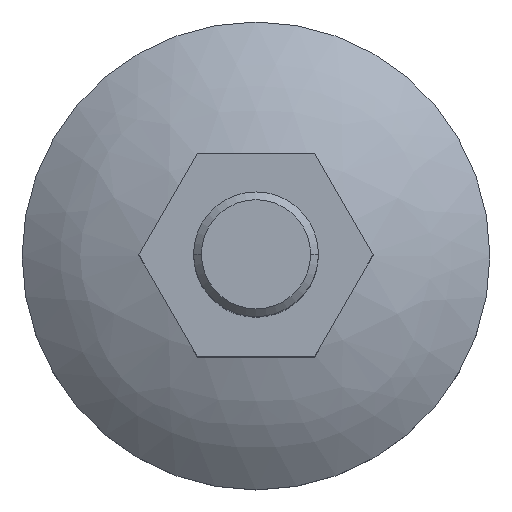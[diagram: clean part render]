
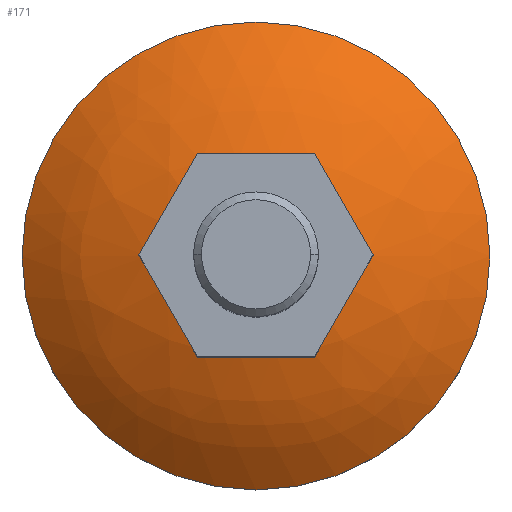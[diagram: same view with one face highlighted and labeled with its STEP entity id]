
A CAD part, top view. The second image highlights one B-rep face of the part: STEP entity #171.
In plain terms, the highlighted free-form (B-spline) face has degree [3, 3] with [4, 4] control points.
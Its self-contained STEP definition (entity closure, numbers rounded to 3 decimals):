
#6 = VERTEX_POINT ( 'NONE', #115 ) ;
#11 = CARTESIAN_POINT ( 'NONE',  ( -3.464, -6., 8.306 ) ) ;
#22 = CARTESIAN_POINT ( 'NONE',  ( -5.196, 3., 8.655 ) ) ;
#28 = CARTESIAN_POINT ( 'NONE',  ( 4.041, -5., 8.482 ) ) ;
#29 = B_SPLINE_CURVE_WITH_KNOTS ( 'NONE', 3,
 ( #11, #124, #346, #132, #663 ),
 .UNSPECIFIED., .F., .F.,
 ( 4, 1, 4 ),
 ( 0., 0.003, 0.007 ),
 .UNSPECIFIED. ) ;
#54 = CARTESIAN_POINT ( 'NONE',  ( 6.928, 0., 8.306 ) ) ;
#81 = ORIENTED_EDGE ( 'NONE', *, *, #804, .T. ) ;
#111 = EDGE_LOOP ( 'NONE', ( #727, #81, #743, #782, #436, #893 ) ) ;
#115 = CARTESIAN_POINT ( 'NONE',  ( -3.464, -6., 8.306 ) ) ;
#119 = AXIS2_PLACEMENT_3D ( 'NONE', #1174, #521, #507 ) ;
#124 = CARTESIAN_POINT ( 'NONE',  ( -4.041, -5., 8.482 ) ) ;
#132 = CARTESIAN_POINT ( 'NONE',  ( -6.351, -1., 8.482 ) ) ;
#149 = CARTESIAN_POINT ( 'NONE',  ( 15.151, -4.606, 5.542 ) ) ;
#161 = CARTESIAN_POINT ( 'NONE',  ( -5.965, -16.557, 5.504 ) ) ;
#171 = ADVANCED_FACE ( 'NONE', ( #450, #1137 ), #691, .T. ) ;
#194 = CIRCLE ( 'NONE', #119, 15. ) ;
#205 = VERTEX_POINT ( 'NONE', #1139 ) ;
#225 = B_SPLINE_CURVE_WITH_KNOTS ( 'NONE', 3,
 ( #1359, #939, #1368, #1148, #54 ),
 .UNSPECIFIED., .F., .F.,
 ( 4, 1, 4 ),
 ( 0., 0.003, 0.007 ),
 .UNSPECIFIED. ) ;
#250 = ORIENTED_EDGE ( 'NONE', *, *, #643, .T. ) ;
#259 = CARTESIAN_POINT ( 'NONE',  ( -15.151, -11.688, -0.35 ) ) ;
#268 = CARTESIAN_POINT ( 'NONE',  ( -6.928, 0., 8.306 ) ) ;
#269 = VERTEX_POINT ( 'NONE', #627 ) ;
#313 = CARTESIAN_POINT ( 'NONE',  ( 3.464, 6., 8.306 ) ) ;
#346 = CARTESIAN_POINT ( 'NONE',  ( -5.196, -3., 8.655 ) ) ;
#353 = CARTESIAN_POINT ( 'NONE',  ( -6.351, 1., 8.482 ) ) ;
#356 = CARTESIAN_POINT ( 'NONE',  ( -4.041, 5., 8.482 ) ) ;
#366 = CARTESIAN_POINT ( 'NONE',  ( 5.965, -16.557, 5.504 ) ) ;
#388 = CARTESIAN_POINT ( 'NONE',  ( -5.965, 6.525, 13.85 ) ) ;
#406 = CARTESIAN_POINT ( 'NONE',  ( -3.464, 6., 8.306 ) ) ;
#436 = ORIENTED_EDGE ( 'NONE', *, *, #1025, .T. ) ;
#444 = B_SPLINE_CURVE_WITH_KNOTS ( 'NONE', 3,
 ( #268, #353, #22, #356, #907 ),
 .UNSPECIFIED., .F., .F.,
 ( 4, 1, 4 ),
 ( 0., 0.003, 0.007 ),
 .UNSPECIFIED. ) ;
#450 = FACE_OUTER_BOUND ( 'NONE', #1338, .T. ) ;
#460 = B_SPLINE_CURVE_WITH_KNOTS ( 'NONE', 3,
 ( #968, #1278, #841, #734, #313 ),
 .UNSPECIFIED., .F., .F.,
 ( 4, 1, 4 ),
 ( 0., 0.003, 0.007 ),
 .UNSPECIFIED. ) ;
#471 = CARTESIAN_POINT ( 'NONE',  ( 6.351, -1., 8.482 ) ) ;
#483 = CARTESIAN_POINT ( 'NONE',  ( 15.151, -11.688, -0.35 ) ) ;
#489 = CARTESIAN_POINT ( 'NONE',  ( 15.151, 4.606, 5.542 ) ) ;
#497 = CARTESIAN_POINT ( 'NONE',  ( 15.151, 11.688, -0.35 ) ) ;
#507 = DIRECTION ( 'NONE',  ( -1., 0., 0. ) ) ;
#521 = DIRECTION ( 'NONE',  ( 0., 0., 1. ) ) ;
#544 = ORIENTED_EDGE ( 'NONE', *, *, #700, .T. ) ;
#565 = B_SPLINE_CURVE_WITH_KNOTS ( 'NONE', 3,
 ( #1243, #1228, #579, #1040, #819 ),
 .UNSPECIFIED., .F., .F.,
 ( 4, 1, 4 ),
 ( 0., 0.003, 0.007 ),
 .UNSPECIFIED. ) ;
#572 = CARTESIAN_POINT ( 'NONE',  ( 5.196, -3., 8.655 ) ) ;
#579 = CARTESIAN_POINT ( 'NONE',  ( 0., -6., 8.655 ) ) ;
#609 = CARTESIAN_POINT ( 'NONE',  ( -15.151, 11.688, -0.35 ) ) ;
#611 = VERTEX_POINT ( 'NONE', #1056 ) ;
#614 = VERTEX_POINT ( 'NONE', #1167 ) ;
#627 = CARTESIAN_POINT ( 'NONE',  ( 6.928, 0., 8.306 ) ) ;
#643 = EDGE_CURVE ( 'NONE', #614, #658, #194, .T. ) ;
#658 = VERTEX_POINT ( 'NONE', #1276 ) ;
#663 = CARTESIAN_POINT ( 'NONE',  ( -6.928, 0., 8.306 ) ) ;
#691 =( BOUNDED_SURFACE ( )  B_SPLINE_SURFACE ( 3, 3, ( 
 ( #497, #489, #149, #483 ),
 ( #1026, #1249, #1024, #366 ),
 ( #699, #388, #1246, #161 ),
 ( #609, #925, #1350, #259 ) ),
 .UNSPECIFIED., .F., .F., .F. ) 
 B_SPLINE_SURFACE_WITH_KNOTS ( ( 4, 4 ),
 ( 4, 4 ),
 ( 0., 1. ),
 ( 0., 1. ),
 .UNSPECIFIED. ) 
 GEOMETRIC_REPRESENTATION_ITEM ( )  RATIONAL_B_SPLINE_SURFACE ( (
 ( 1., 0.846, 0.846, 1.),
 ( 0.847, 0.716, 0.716, 0.847),
 ( 0.847, 0.716, 0.716, 0.847),
 ( 1., 0.846, 0.846, 1.) ) ) 
 REPRESENTATION_ITEM ( '' )  SURFACE ( )  );
#699 = CARTESIAN_POINT ( 'NONE',  ( -5.965, 16.557, 5.504 ) ) ;
#700 = EDGE_CURVE ( 'NONE', #658, #614, #945, .T. ) ;
#727 = ORIENTED_EDGE ( 'NONE', *, *, #997, .T. ) ;
#734 = CARTESIAN_POINT ( 'NONE',  ( 2.309, 6., 8.482 ) ) ;
#743 = ORIENTED_EDGE ( 'NONE', *, *, #924, .T. ) ;
#754 = CARTESIAN_POINT ( 'NONE',  ( 0., 0., 4. ) ) ;
#782 = ORIENTED_EDGE ( 'NONE', *, *, #1147, .T. ) ;
#793 = CARTESIAN_POINT ( 'NONE',  ( 3.464, -6., 8.306 ) ) ;
#804 = EDGE_CURVE ( 'NONE', #6, #205, #29, .T. ) ;
#819 = CARTESIAN_POINT ( 'NONE',  ( -3.464, -6., 8.306 ) ) ;
#841 = CARTESIAN_POINT ( 'NONE',  ( 0., 6., 8.655 ) ) ;
#893 = ORIENTED_EDGE ( 'NONE', *, *, #988, .T. ) ;
#903 = CARTESIAN_POINT ( 'NONE',  ( 6.928, 0., 8.306 ) ) ;
#907 = CARTESIAN_POINT ( 'NONE',  ( -3.464, 6., 8.306 ) ) ;
#924 = EDGE_CURVE ( 'NONE', #205, #1173, #444, .T. ) ;
#925 = CARTESIAN_POINT ( 'NONE',  ( -15.151, 4.606, 5.542 ) ) ;
#939 = CARTESIAN_POINT ( 'NONE',  ( 4.041, 5., 8.482 ) ) ;
#945 = CIRCLE ( 'NONE', #1247, 15. ) ;
#968 = CARTESIAN_POINT ( 'NONE',  ( -3.464, 6., 8.306 ) ) ;
#988 = EDGE_CURVE ( 'NONE', #269, #611, #1210, .T. ) ;
#997 = EDGE_CURVE ( 'NONE', #611, #6, #565, .T. ) ;
#1024 = CARTESIAN_POINT ( 'NONE',  ( 5.965, -6.525, 13.85 ) ) ;
#1025 = EDGE_CURVE ( 'NONE', #1256, #269, #225, .T. ) ;
#1026 = CARTESIAN_POINT ( 'NONE',  ( 5.965, 16.557, 5.504 ) ) ;
#1040 = CARTESIAN_POINT ( 'NONE',  ( -2.309, -6., 8.482 ) ) ;
#1056 = CARTESIAN_POINT ( 'NONE',  ( 3.464, -6., 8.306 ) ) ;
#1074 = CARTESIAN_POINT ( 'NONE',  ( 3.464, 6., 8.306 ) ) ;
#1085 = DIRECTION ( 'NONE',  ( -1., 0., 0. ) ) ;
#1137 = FACE_BOUND ( 'NONE', #111, .T. ) ;
#1139 = CARTESIAN_POINT ( 'NONE',  ( -6.928, 0., 8.306 ) ) ;
#1147 = EDGE_CURVE ( 'NONE', #1173, #1256, #460, .T. ) ;
#1148 = CARTESIAN_POINT ( 'NONE',  ( 6.351, 1., 8.482 ) ) ;
#1167 = CARTESIAN_POINT ( 'NONE',  ( 15., 0., 4. ) ) ;
#1173 = VERTEX_POINT ( 'NONE', #406 ) ;
#1174 = CARTESIAN_POINT ( 'NONE',  ( 0., 0., 4. ) ) ;
#1210 = B_SPLINE_CURVE_WITH_KNOTS ( 'NONE', 3,
 ( #903, #471, #572, #28, #793 ),
 .UNSPECIFIED., .F., .F.,
 ( 4, 1, 4 ),
 ( 0., 0.003, 0.007 ),
 .UNSPECIFIED. ) ;
#1228 = CARTESIAN_POINT ( 'NONE',  ( 2.309, -6., 8.482 ) ) ;
#1243 = CARTESIAN_POINT ( 'NONE',  ( 3.464, -6., 8.306 ) ) ;
#1246 = CARTESIAN_POINT ( 'NONE',  ( -5.965, -6.525, 13.85 ) ) ;
#1247 = AXIS2_PLACEMENT_3D ( 'NONE', #754, #1403, #1085 ) ;
#1249 = CARTESIAN_POINT ( 'NONE',  ( 5.965, 6.525, 13.85 ) ) ;
#1256 = VERTEX_POINT ( 'NONE', #1074 ) ;
#1276 = CARTESIAN_POINT ( 'NONE',  ( -15., 0., 4. ) ) ;
#1278 = CARTESIAN_POINT ( 'NONE',  ( -2.309, 6., 8.482 ) ) ;
#1338 = EDGE_LOOP ( 'NONE', ( #544, #250 ) ) ;
#1350 = CARTESIAN_POINT ( 'NONE',  ( -15.151, -4.606, 5.542 ) ) ;
#1359 = CARTESIAN_POINT ( 'NONE',  ( 3.464, 6., 8.306 ) ) ;
#1368 = CARTESIAN_POINT ( 'NONE',  ( 5.196, 3., 8.655 ) ) ;
#1403 = DIRECTION ( 'NONE',  ( 0., 0., 1. ) ) ;
